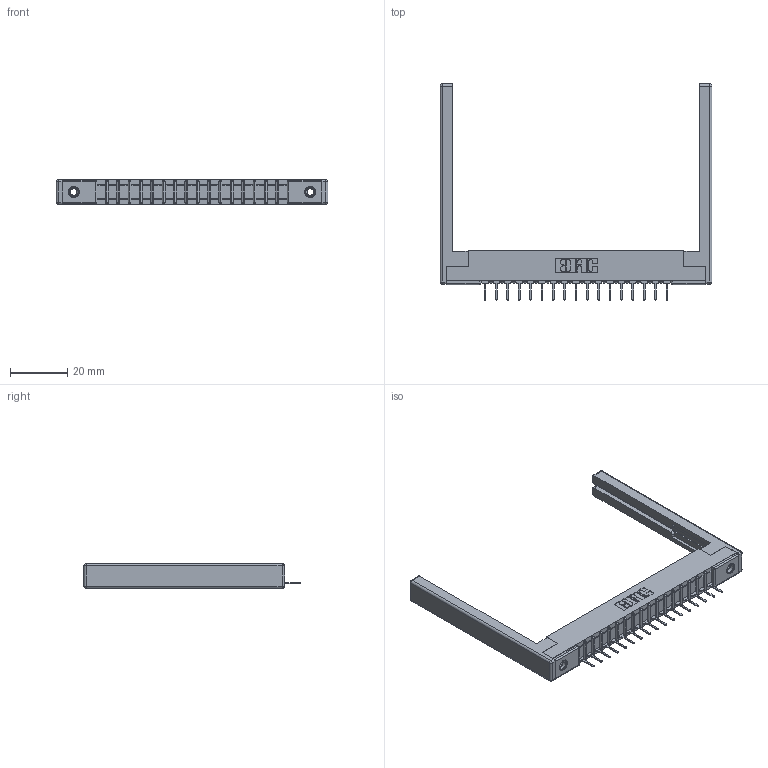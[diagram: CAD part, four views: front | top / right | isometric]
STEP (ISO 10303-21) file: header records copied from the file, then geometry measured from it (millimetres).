
FILE_DESCRIPTION (( 'STEP AP203' ), '1' );
FILE_NAME ('357-017-431-168.STEP', '2020-09-30T21:59:26', ( '' ), ( '' ), 'SwSTEP 2.0', 'SolidWorks 2020', '' );
FILE_SCHEMA (( 'CONFIG_CONTROL_DESIGN' ));
Length unit declared in the file: inch
Products named in the file (5): 307-220-068; 357-017-431-168; 307-290-001_531; 345-250-001_345-250-001-102; 307 Part_.156 Dia Mounting Holes
Assembly tree (22 placements, depth 2):
  357-017-431-168
    307 Part_.156 Dia Mounting Holes
    307-290-001_531  x17
    307-220-068  x2
    345-250-001_345-250-001-102  x2
Bounding box: 94.79 x 75.39 x 8.71 mm (x, y, z)
Volume: 10537.7 mm3; surface area: 13014.8 mm2
Topology: 22 solids, 22 shells, 1242 faces, 3467 edges, 2218 vertices
Faces by surface type: plane 787, cylinder 395, sphere 44, cone 12, torus 4
Entity records: 20383 total; most frequent: CARTESIAN_POINT 3389, ORIENTED_EDGE 3364, DIRECTION 3328, EDGE_CURVE 1682, VECTOR 1278, LINE 1278, VERTEX_POINT 1086, AXIS2_PLACEMENT_3D 1025
